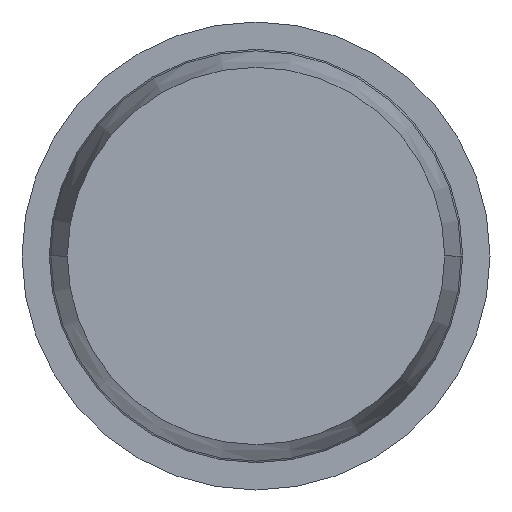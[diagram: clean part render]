
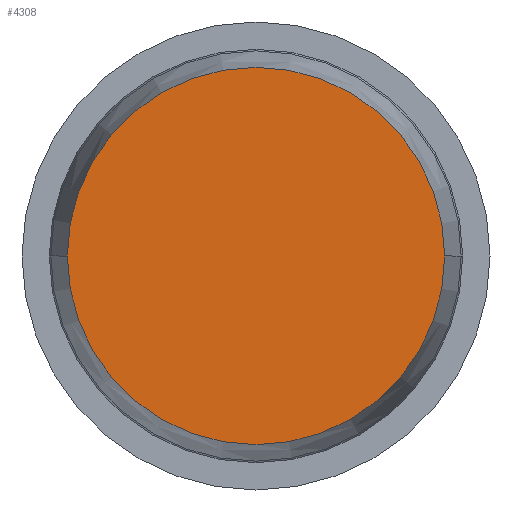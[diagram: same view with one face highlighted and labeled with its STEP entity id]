
A CAD part, front view. The second image highlights one B-rep face of the part: STEP entity #4308.
In plain terms, the highlighted planar face has unit normal (0, -1, 0).
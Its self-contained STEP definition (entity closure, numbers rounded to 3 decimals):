
#663 = FACE_OUTER_BOUND ( 'NONE', #1399, .T. ) ;
#700 = CIRCLE ( 'NONE', #3271, 1.209 ) ;
#1075 = CARTESIAN_POINT ( 'NONE',  ( 1.209, -19., 0. ) ) ;
#1181 = VERTEX_POINT ( 'NONE', #3260 ) ;
#1359 = DIRECTION ( 'NONE',  ( 0., -1., 0. ) ) ;
#1399 = EDGE_LOOP ( 'NONE', ( #1847, #4246 ) ) ;
#1577 = CIRCLE ( 'NONE', #2015, 1.209 ) ;
#1847 = ORIENTED_EDGE ( 'NONE', *, *, #2572, .T. ) ;
#1904 = DIRECTION ( 'NONE',  ( 0., -1., 0. ) ) ;
#2015 = AXIS2_PLACEMENT_3D ( 'NONE', #4032, #1904, #4401 ) ;
#2075 = PLANE ( 'NONE',  #2160 ) ;
#2077 = VERTEX_POINT ( 'NONE', #1075 ) ;
#2160 = AXIS2_PLACEMENT_3D ( 'NONE', #3449, #1359, #2716 ) ;
#2556 = CARTESIAN_POINT ( 'NONE',  ( 0., -19., 0. ) ) ;
#2572 = EDGE_CURVE ( 'Defeature ausgef�hrt1_0+Defeature ausgef�hrt1_10+Defeature ausgef�hrt1_10+Defeature ausgef�hrt1_10', #1181, #2077, #700, .T. ) ;
#2716 = DIRECTION ( 'NONE',  ( 1., 0., 0. ) ) ;
#2950 = DIRECTION ( 'NONE',  ( 1., 0., 0. ) ) ;
#3260 = CARTESIAN_POINT ( 'NONE',  ( -1.209, -19., 0. ) ) ;
#3271 = AXIS2_PLACEMENT_3D ( 'NONE', #2556, #3608, #2950 ) ;
#3449 = CARTESIAN_POINT ( 'NONE',  ( 0., -19., 0. ) ) ;
#3608 = DIRECTION ( 'NONE',  ( 0., -1., 0. ) ) ;
#4001 = EDGE_CURVE ( 'Defeature ausgef�hrt1_0+Defeature ausgef�hrt1_10+Defeature ausgef�hrt1_10+Defeature ausgef�hrt1_10', #2077, #1181, #1577, .T. ) ;
#4032 = CARTESIAN_POINT ( 'NONE',  ( 0., -19., 0. ) ) ;
#4246 = ORIENTED_EDGE ( 'NONE', *, *, #4001, .T. ) ;
#4308 = ADVANCED_FACE ( 'Defeature ausgef�hrt1_0', ( #663 ), #2075, .T. ) ;
#4401 = DIRECTION ( 'NONE',  ( 1., 0., 0. ) ) ;
